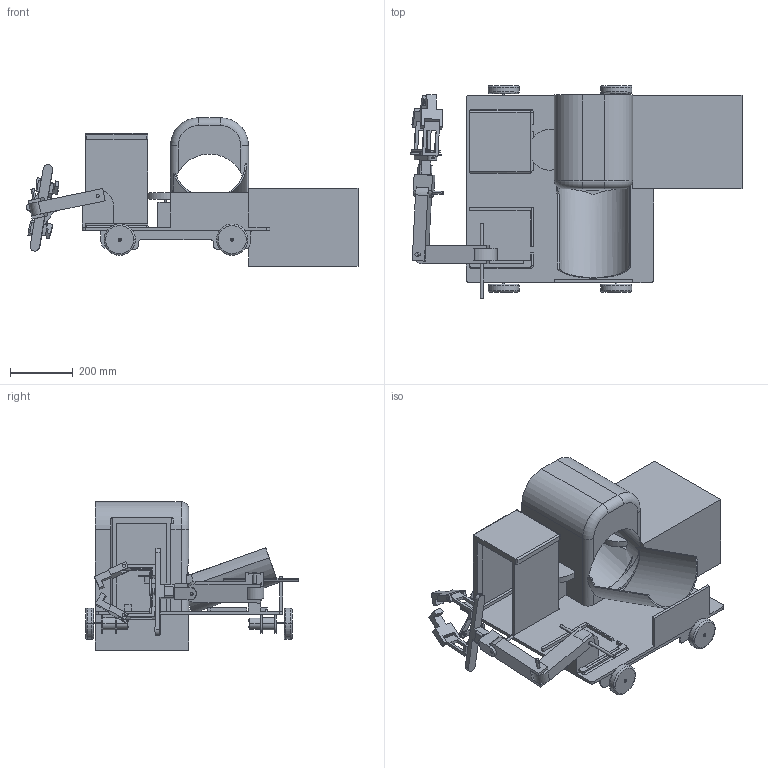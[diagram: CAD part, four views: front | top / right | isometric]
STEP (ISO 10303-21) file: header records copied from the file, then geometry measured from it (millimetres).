
FILE_DESCRIPTION(('CATIA V5 STEP Exchange'),'2;1');
FILE_NAME('bot R1.stp','2024-01-31T14:07:17+00:00',('none'),('none'),'CATIA Version 5 Release 20 GA (IN-10)','CATIA V5 STEP AP203','none');
FILE_SCHEMA(('CONFIG_CONTROL_DESIGN'));
Length unit declared in the file: millimetre
Products named in the file (1): Product2
Assembly tree (20 placements, depth 2):
  Product2
    #58
    #7284  x4
    #7783  x4
    #8093
    #9254  x2
    #9851
    #10390  x2
    #11010  x2
    #11961
    #12367  x2
Bounding box: 1062.09 x 680 x 475 mm (x, y, z)
Volume: 48911926.7 mm3; surface area: 2972555 mm2
Topology: 24 solids, 24 shells, 584 faces, 1495 edges, 986 vertices
Faces by surface type: plane 331, cylinder 229, torus 22, sphere 2
Entity records: 12678 total; most frequent: CARTESIAN_POINT 2540, ORIENTED_EDGE 2222, DIRECTION 1675, EDGE_CURVE 1111, VERTEX_POINT 732, VECTOR 703, LINE 703, AXIS2_PLACEMENT_3D 667
